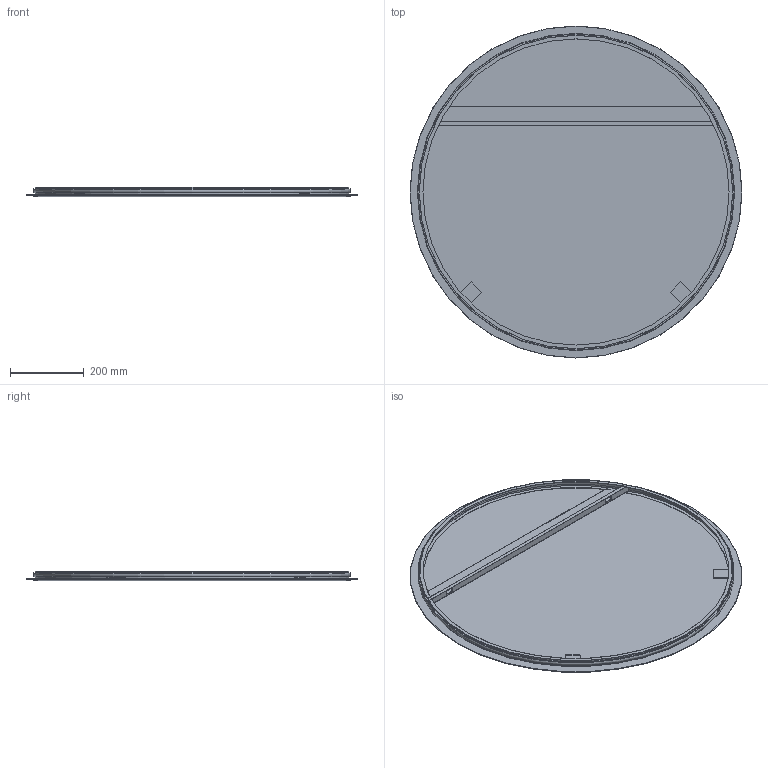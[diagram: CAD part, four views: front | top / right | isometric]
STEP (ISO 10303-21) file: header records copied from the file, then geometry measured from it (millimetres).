
FILE_DESCRIPTION(/* description */ ('Unknown'),/* implementation_level */ '2;1');
FILE_NAME(/* name */ 'MIR90-00',/* time_stamp */ '2026-04-03T16:00:16+02:00',/* author */ ('Unknown'),/* organization */ ('Unknown'),/* preprocessor_version */ 'ST-DEVELOPER v20',/* originating_system */ 'Solid Edge',/* authorisation */ 'Unknown');
FILE_SCHEMA (('AUTOMOTIVE_DESIGN {1 0 10303 214 3 1 1}'));
Length unit declared in the file: millimetre
Products named in the file (9): MIR90-00; MIR90-010_oa_0; MIR90-004; anello; barra; manina; manina_CPY; MIR90-10; profilo luminoso
Assembly tree (8 placements, depth 4):
  MIR90-00
    MIR90-010_oa_0
      MIR90-004
        anello
        barra
        manina
        manina_CPY
      MIR90-10
      profilo luminoso
Bounding box: 900 x 900 x 26 mm (x, y, z)
Volume: 3864690.5 mm3; surface area: 1685577.1 mm2
Topology: 6 solids, 6 shells, 75 faces, 157 edges, 92 vertices
Faces by surface type: plane 36, cylinder 24, torus 10, sphere 4, cone 1
Full cylindrical faces by diameter (mm): 830 x2, 848.4 x1, 850 x2, 856.82 x2, 900 x1
Entity records: 2180 total; most frequent: DIRECTION 354, CARTESIAN_POINT 322, ORIENTED_EDGE 272, AXIS2_PLACEMENT_3D 138, EDGE_CURVE 136, EDGE_LOOP 100, FACE_BOUND 100, VERTEX_POINT 90
